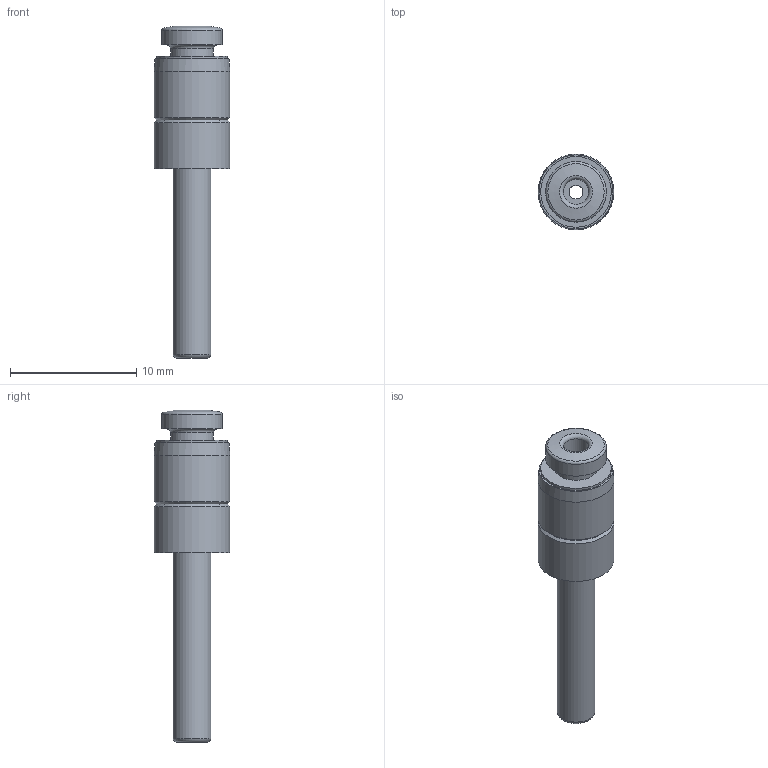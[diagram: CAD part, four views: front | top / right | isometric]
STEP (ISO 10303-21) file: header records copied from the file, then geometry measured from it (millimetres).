
FILE_DESCRIPTION(/* description */ ('STEP AP214'),/* implementation_level */ '2;1');
FILE_NAME(/* name */ '133035_QSM-3H-2',/* time_stamp */ '2024-09-14T12:16:02+02:00',/* author */ ('License CC BY-ND 4.0'),/* organization */ ('CADENAS'),/* preprocessor_version */ 'ST-DEVELOPER v19.3',/* originating_system */ 'PARTsolutions',/* authorisation */ ' ');
FILE_SCHEMA (('AUTOMOTIVE_DESIGN {1 0 10303 214 3 1 1}'));
Length unit declared in the file: millimetre
Products named in the file (1): 133035 QSM-3H-2
Bounding box: 6 x 6 x 26.3 mm (x, y, z)
Volume: 345.9 mm3; surface area: 522.8 mm2
Topology: 1 solids, 1 shells, 22 faces, 38 edges, 22 vertices
Faces by surface type: cylinder 8, plane 6, cone 4, torus 4
Full cylindrical faces by diameter (mm): 1.1 x1, 2 x1, 3 x1, 3.4 x1, 4.8 x1, 5.6 x1, 6 x2
Entity records: 627 total; most frequent: DIRECTION 90, CARTESIAN_POINT 67, AXIS2_PLACEMENT_3D 45, ORIENTED_EDGE 44, EDGE_LOOP 44, FACE_BOUND 44, EDGE_CURVE 22, VERTEX_POINT 22
